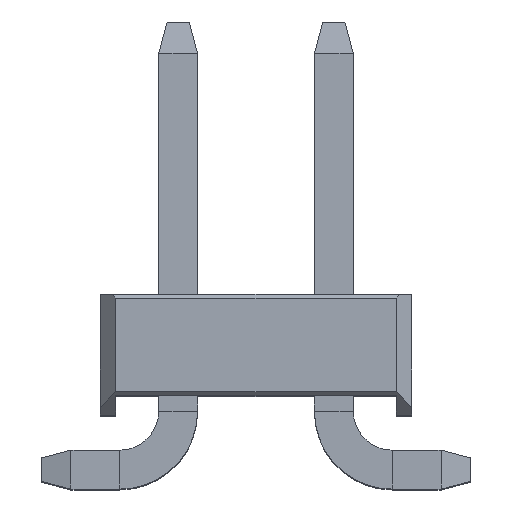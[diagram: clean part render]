
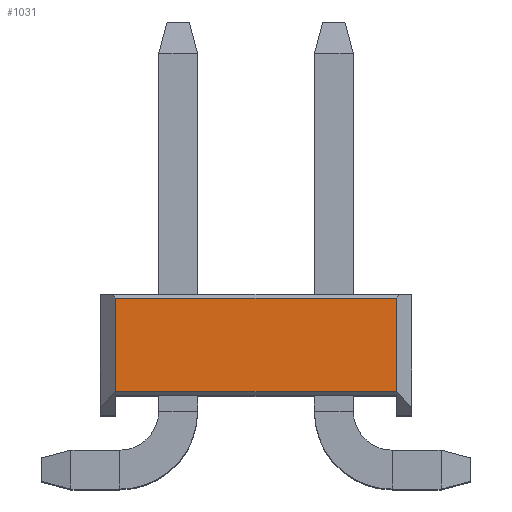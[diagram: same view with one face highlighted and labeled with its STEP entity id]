
A CAD part, top view. The second image highlights one B-rep face of the part: STEP entity #1031.
In plain terms, the highlighted planar face has unit normal (0, 0, 1).
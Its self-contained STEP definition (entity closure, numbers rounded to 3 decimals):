
#139 = VERTEX_POINT ( 'NONE', #4996 ) ;
#946 = DIRECTION ( 'NONE',  ( 0., 1., 0. ) ) ;
#1031 = ADVANCED_FACE ( 'NONE', ( #8043 ), #2539, .F. ) ;
#1182 = VECTOR ( 'NONE', #946, 1000. ) ;
#1401 = ORIENTED_EDGE ( 'NONE', *, *, #4473, .T. ) ;
#1758 = LINE ( 'NONE', #1811, #1182 ) ;
#1811 = CARTESIAN_POINT ( 'NONE',  ( 1.8, -4.8, 7. ) ) ;
#2135 = CARTESIAN_POINT ( 'NONE',  ( 1.8, -4.75, 7. ) ) ;
#2465 = VECTOR ( 'NONE', #8450, 1000. ) ;
#2539 = PLANE ( 'NONE',  #11771 ) ;
#2811 = CARTESIAN_POINT ( 'NONE',  ( -1.8, -4.75, 7. ) ) ;
#2978 = CARTESIAN_POINT ( 'NONE',  ( -1.8, -3.55, 7. ) ) ;
#3231 = ORIENTED_EDGE ( 'NONE', *, *, #9906, .T. ) ;
#3713 = DIRECTION ( 'NONE',  ( -1., 0., 0. ) ) ;
#3893 = CARTESIAN_POINT ( 'NONE',  ( -1.8, -4.8, 7. ) ) ;
#4060 = VERTEX_POINT ( 'NONE', #9029 ) ;
#4473 = EDGE_CURVE ( 'NONE', #139, #4060, #1758, .T. ) ;
#4996 = CARTESIAN_POINT ( 'NONE',  ( 1.8, -4.75, 7. ) ) ;
#5146 = EDGE_CURVE ( 'NONE', #4060, #11799, #8129, .T. ) ;
#6393 = DIRECTION ( 'NONE',  ( -1., 0., 0. ) ) ;
#6437 = VECTOR ( 'NONE', #6605, 1000. ) ;
#6605 = DIRECTION ( 'NONE',  ( 0., 1., 0. ) ) ;
#7280 = EDGE_CURVE ( 'NONE', #8433, #11799, #11173, .T. ) ;
#7466 = LINE ( 'NONE', #2135, #2465 ) ;
#8043 = FACE_OUTER_BOUND ( 'NONE', #9086, .T. ) ;
#8129 = LINE ( 'NONE', #11797, #9746 ) ;
#8433 = VERTEX_POINT ( 'NONE', #2811 ) ;
#8450 = DIRECTION ( 'NONE',  ( 1., 0., 0. ) ) ;
#9029 = CARTESIAN_POINT ( 'NONE',  ( 1.8, -3.55, 7. ) ) ;
#9086 = EDGE_LOOP ( 'NONE', ( #10495, #3231, #1401, #9698 ) ) ;
#9698 = ORIENTED_EDGE ( 'NONE', *, *, #5146, .T. ) ;
#9746 = VECTOR ( 'NONE', #6393, 1000. ) ;
#9906 = EDGE_CURVE ( 'NONE', #8433, #139, #7466, .T. ) ;
#10136 = DIRECTION ( 'NONE',  ( 0., 0., -1. ) ) ;
#10495 = ORIENTED_EDGE ( 'NONE', *, *, #7280, .F. ) ;
#11038 = CARTESIAN_POINT ( 'NONE',  ( 1.8, -4.8, 7. ) ) ;
#11173 = LINE ( 'NONE', #3893, #6437 ) ;
#11771 = AXIS2_PLACEMENT_3D ( 'NONE', #11038, #10136, #3713 ) ;
#11797 = CARTESIAN_POINT ( 'NONE',  ( -1.8, -3.55, 7. ) ) ;
#11799 = VERTEX_POINT ( 'NONE', #2978 ) ;
